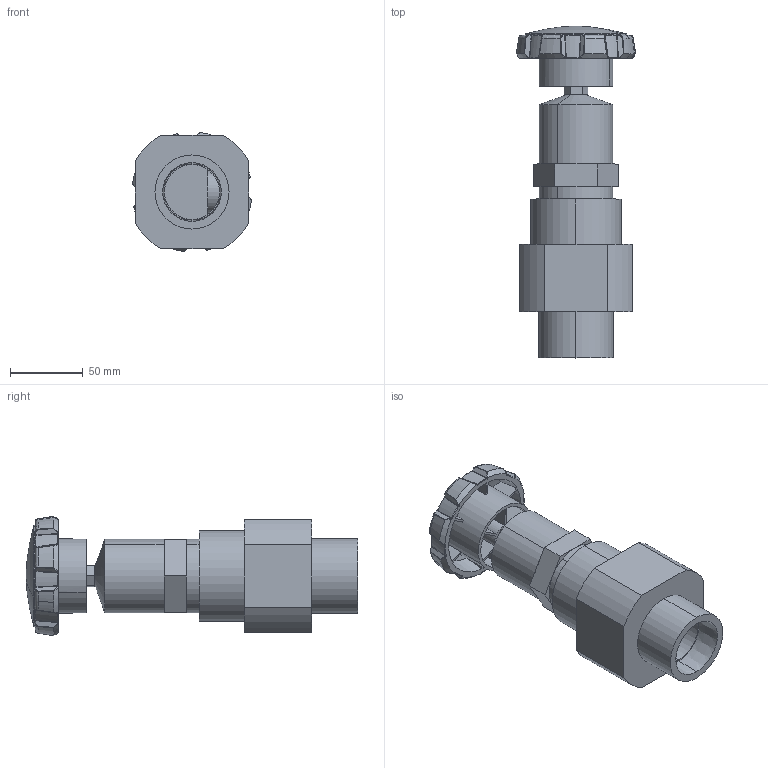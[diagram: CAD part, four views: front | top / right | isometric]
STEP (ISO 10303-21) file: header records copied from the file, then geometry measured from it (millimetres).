
FILE_DESCRIPTION (( 'STEP AP203' ), '1' );
FILE_NAME ('7361.STEP', '2016-02-05T19:06:25', ( 'IT' ), ( 'Microsoft' ), 'SwSTEP 2.0', 'SolidWorks 2016', '' );
FILE_SCHEMA (( 'CONFIG_CONTROL_DESIGN' ));
Length unit declared in the file: inch
Products named in the file (1): 7361
Bounding box: 81.78 x 227.47 x 81.78 mm (x, y, z)
Surface area: 85117.9 mm2 (no closed solid volume)
Topology: 0 solids, 4 shells, 300 faces, 819 edges, 509 vertices
Faces by surface type: bspline 92, plane 77, cylinder 62, cone 38, torus 31
Entity records: 11624 total; most frequent: CARTESIAN_POINT 4731, ORIENTED_EDGE 1542, DIRECTION 1242, EDGE_CURVE 817, VERTEX_POINT 509, AXIS2_PLACEMENT_3D 508, EDGE_LOOP 319, ADVANCED_FACE 300
